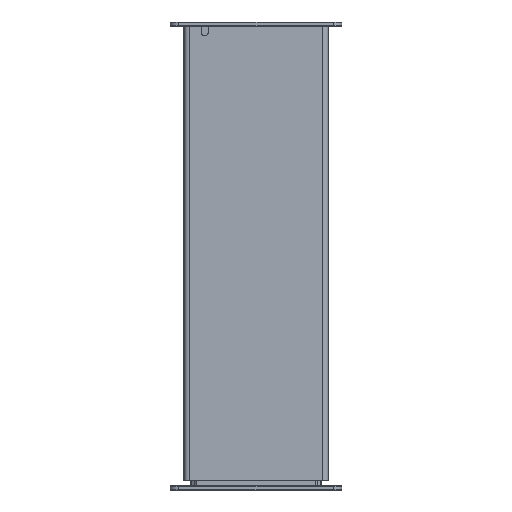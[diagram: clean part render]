
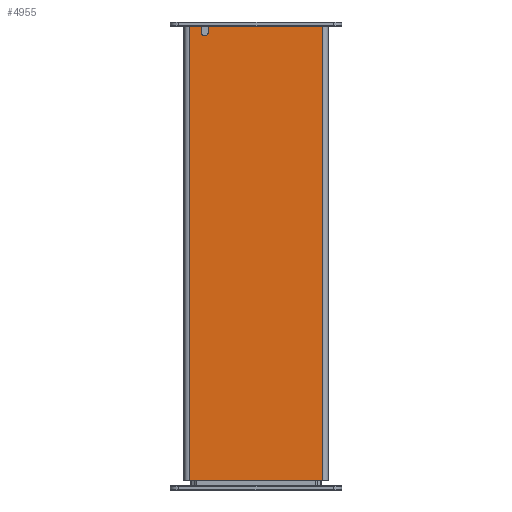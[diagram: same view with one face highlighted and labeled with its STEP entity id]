
A CAD part, front view. The second image highlights one B-rep face of the part: STEP entity #4955.
In plain terms, the highlighted planar face has unit normal (0, -1, 0).
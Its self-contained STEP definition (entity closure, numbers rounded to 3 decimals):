
#192 = DIRECTION ( 'NONE',  ( -1., 0., 0. ) ) ;
#352 = VERTEX_POINT ( 'NONE', #2960 ) ;
#369 = ORIENTED_EDGE ( 'NONE', *, *, #4671, .F. ) ;
#408 = LINE ( 'NONE', #4090, #944 ) ;
#543 = AXIS2_PLACEMENT_3D ( 'NONE', #1347, #3664, #192 ) ;
#757 = VECTOR ( 'NONE', #7290, 1000. ) ;
#800 = ORIENTED_EDGE ( 'NONE', *, *, #2099, .F. ) ;
#944 = VECTOR ( 'NONE', #7091, 1000. ) ;
#1057 = CARTESIAN_POINT ( 'NONE',  ( 139.981, 64.906, 620.036 ) ) ;
#1198 = DIRECTION ( 'NONE',  ( -1., 0., 0. ) ) ;
#1347 = CARTESIAN_POINT ( 'NONE',  ( 2.231, 64.906, 613.536 ) ) ;
#1716 = ORIENTED_EDGE ( 'NONE', *, *, #1823, .T. ) ;
#1823 = EDGE_CURVE ( 'NONE', #2882, #3836, #5106, .T. ) ;
#1927 = LINE ( 'NONE', #3468, #4464 ) ;
#1975 = EDGE_LOOP ( 'NONE', ( #4590, #5481, #4498, #800, #1716, #369, #3025, #6020 ) ) ;
#1989 = LINE ( 'NONE', #3987, #6415 ) ;
#2013 = EDGE_CURVE ( 'NONE', #3133, #5385, #6459, .T. ) ;
#2099 = EDGE_CURVE ( 'NONE', #2882, #5421, #1927, .T. ) ;
#2882 = VERTEX_POINT ( 'NONE', #6382 ) ;
#2934 = CARTESIAN_POINT ( 'NONE',  ( -2.019, 64.906, 613.536 ) ) ;
#2960 = CARTESIAN_POINT ( 'NONE',  ( -2.019, 64.906, 620.036 ) ) ;
#3008 = CARTESIAN_POINT ( 'NONE',  ( 6.481, 64.906, 613.536 ) ) ;
#3025 = ORIENTED_EDGE ( 'NONE', *, *, #2013, .T. ) ;
#3103 = VECTOR ( 'NONE', #3607, 1000. ) ;
#3133 = VERTEX_POINT ( 'NONE', #7471 ) ;
#3396 = CARTESIAN_POINT ( 'NONE',  ( 6.481, 64.906, 620.036 ) ) ;
#3468 = CARTESIAN_POINT ( 'NONE',  ( 139.981, 64.906, 91.036 ) ) ;
#3507 = CARTESIAN_POINT ( 'NONE',  ( -16.019, 64.906, 620.036 ) ) ;
#3581 = PLANE ( 'NONE',  #5427 ) ;
#3607 = DIRECTION ( 'NONE',  ( 1., 0., 0. ) ) ;
#3664 = DIRECTION ( 'NONE',  ( 0., -1., 0. ) ) ;
#3836 = VERTEX_POINT ( 'NONE', #1057 ) ;
#3987 = CARTESIAN_POINT ( 'NONE',  ( -16.019, 64.906, 620.036 ) ) ;
#4090 = CARTESIAN_POINT ( 'NONE',  ( 6.481, 64.906, 620.036 ) ) ;
#4119 = DIRECTION ( 'NONE',  ( 0., -1., 0. ) ) ;
#4190 = VECTOR ( 'NONE', #5162, 1000. ) ;
#4464 = VECTOR ( 'NONE', #4675, 1000. ) ;
#4498 = ORIENTED_EDGE ( 'NONE', *, *, #7069, .T. ) ;
#4579 = VERTEX_POINT ( 'NONE', #3507 ) ;
#4590 = ORIENTED_EDGE ( 'NONE', *, *, #6577, .F. ) ;
#4671 = EDGE_CURVE ( 'NONE', #3133, #3836, #408, .T. ) ;
#4675 = DIRECTION ( 'NONE',  ( -1., 0., 0. ) ) ;
#4815 = FACE_OUTER_BOUND ( 'NONE', #1975, .T. ) ;
#4955 = ADVANCED_FACE ( 'NONE', ( #4815 ), #3581, .T. ) ;
#5009 = EDGE_CURVE ( 'NONE', #4579, #352, #6104, .T. ) ;
#5106 = LINE ( 'NONE', #6186, #757 ) ;
#5108 = EDGE_CURVE ( 'NONE', #6694, #5385, #6192, .T. ) ;
#5162 = DIRECTION ( 'NONE',  ( 0., 0., -1. ) ) ;
#5275 = CARTESIAN_POINT ( 'NONE',  ( -16.019, 64.906, 620.036 ) ) ;
#5385 = VERTEX_POINT ( 'NONE', #3008 ) ;
#5421 = VERTEX_POINT ( 'NONE', #6482 ) ;
#5427 = AXIS2_PLACEMENT_3D ( 'NONE', #6411, #4119, #1198 ) ;
#5431 = VECTOR ( 'NONE', #6909, 1000. ) ;
#5481 = ORIENTED_EDGE ( 'NONE', *, *, #5009, .F. ) ;
#5691 = DIRECTION ( 'NONE',  ( 0., 0., -1. ) ) ;
#5975 = LINE ( 'NONE', #7465, #5431 ) ;
#6020 = ORIENTED_EDGE ( 'NONE', *, *, #5108, .F. ) ;
#6104 = LINE ( 'NONE', #5275, #3103 ) ;
#6186 = CARTESIAN_POINT ( 'NONE',  ( 139.981, 64.906, 91.036 ) ) ;
#6192 = CIRCLE ( 'NONE', #543, 4.25 ) ;
#6382 = CARTESIAN_POINT ( 'NONE',  ( 139.981, 64.906, 91.036 ) ) ;
#6411 = CARTESIAN_POINT ( 'NONE',  ( -2.219, 64.906, 630.036 ) ) ;
#6415 = VECTOR ( 'NONE', #5691, 1000. ) ;
#6459 = LINE ( 'NONE', #3396, #4190 ) ;
#6482 = CARTESIAN_POINT ( 'NONE',  ( -16.019, 64.906, 91.036 ) ) ;
#6577 = EDGE_CURVE ( 'NONE', #352, #6694, #5975, .T. ) ;
#6694 = VERTEX_POINT ( 'NONE', #2934 ) ;
#6909 = DIRECTION ( 'NONE',  ( 0., 0., -1. ) ) ;
#7069 = EDGE_CURVE ( 'NONE', #4579, #5421, #1989, .T. ) ;
#7091 = DIRECTION ( 'NONE',  ( 1., 0., 0. ) ) ;
#7290 = DIRECTION ( 'NONE',  ( 0., 0., 1. ) ) ;
#7465 = CARTESIAN_POINT ( 'NONE',  ( -2.019, 64.906, 620.036 ) ) ;
#7471 = CARTESIAN_POINT ( 'NONE',  ( 6.481, 64.906, 620.036 ) ) ;
